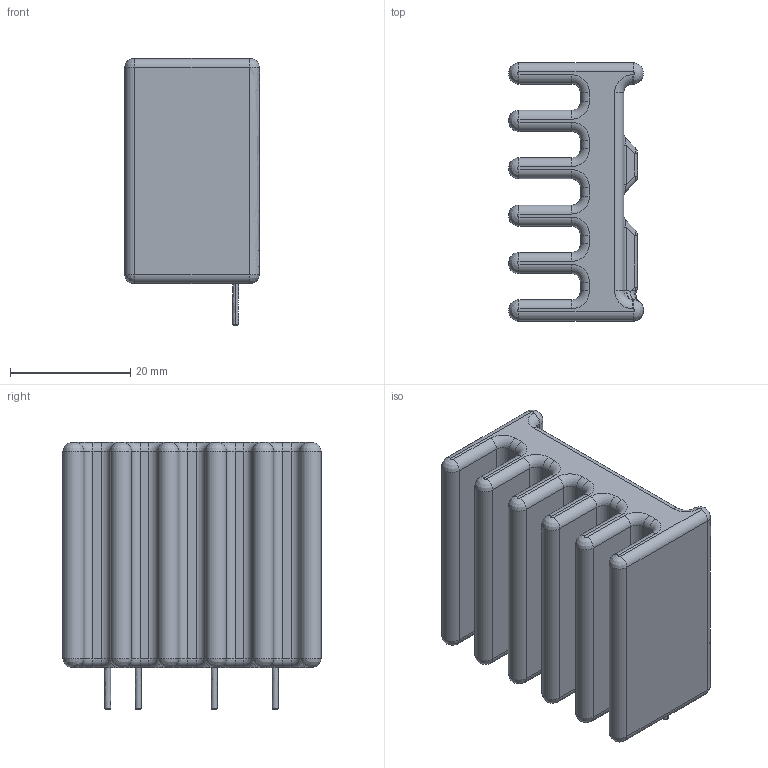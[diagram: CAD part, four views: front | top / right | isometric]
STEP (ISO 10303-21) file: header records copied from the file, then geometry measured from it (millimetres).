
FILE_DESCRIPTION((''),'2;1');
FILE_NAME('CGI1416-00.stp','2018-03-08T14:27:42',(''),(''),'Mechanical Desktop 2011','Mechanical Desktop 2011',', , ');
FILE_SCHEMA(('AUTOMOTIVE_DESIGN { 1 2 10303 214 1 1 1 1 }'));
Length unit declared in the file: millimetre
Products named in the file (2): Product; CGI1416-00-3D
Bounding box: 22.5 x 43 x 44.5 mm (x, y, z)
Volume: 22075.8 mm3; surface area: 9908.8 mm2
Topology: 1 solids, 1 shells, 278 faces, 651 edges, 362 vertices
Faces by surface type: bspline 115, cylinder 97, plane 36, torus 22, sphere 8
Entity records: 19716 total; most frequent: CARTESIAN_POINT 13856, ORIENTED_EDGE 1274, DIRECTION 1141, EDGE_CURVE 637, AXIS2_PLACEMENT_3D 463, VERTEX_POINT 362, EDGE_LOOP 279, FACE_OUTER_BOUND 278
